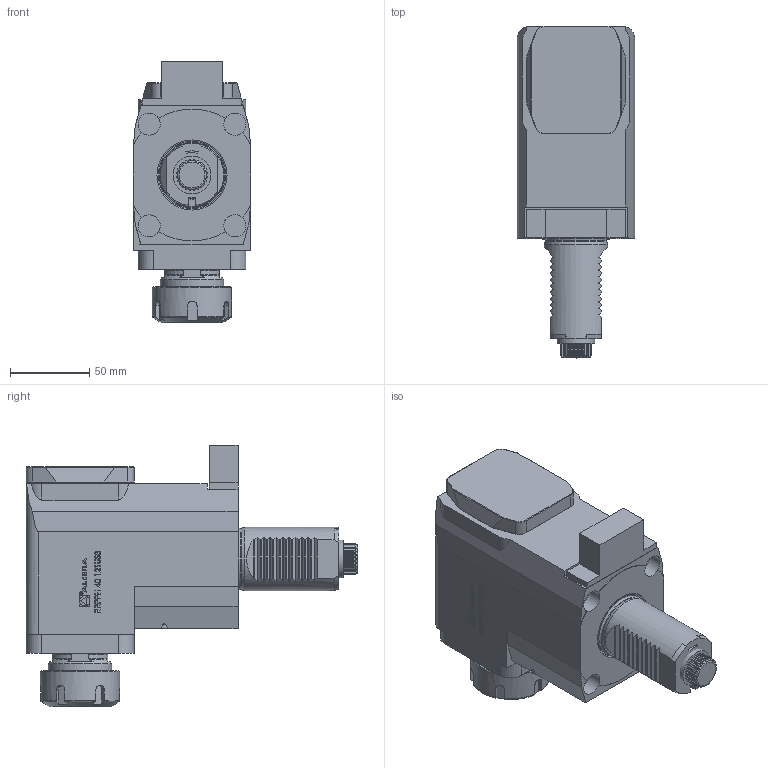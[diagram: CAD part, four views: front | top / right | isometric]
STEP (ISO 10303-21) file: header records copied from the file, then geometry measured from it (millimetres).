
FILE_DESCRIPTION (( 'STEP AP214' ), '1' );
FILE_NAME ('RRPPH40121US3.STEP', '2025-10-31T10:29:58', ( '' ), ( '' ), 'SwSTEP 2.0', 'SolidWorks 2023', '' );
FILE_SCHEMA (( 'AUTOMOTIVE_DESIGN' ));
Length unit declared in the file: millimetre
Products named in the file (1): RRPPH40121US3
Bounding box: 74 x 209 x 164.41 mm (x, y, z)
Volume: 1178146.9 mm3; surface area: 95715.7 mm2
Topology: 4 solids, 5 shells, 711 faces, 1971 edges, 1307 vertices
Faces by surface type: plane 473, cylinder 119, bspline 78, torus 21, cone 20
Full cylindrical faces by diameter (mm): 1.7 x1, 2.1 x1, 6.366 x1, 14 x4, 23.9 x1, 28.172 x1, 30.4 x1, 38.7 x1, 40 x2, 50 x2
Entity records: 30667 total; most frequent: CARTESIAN_POINT 10473, ORIENTED_EDGE 3848, DIRECTION 2978, EDGE_CURVE 1924, VERTEX_POINT 1288, LINE 1200, VECTOR 1200, AXIS2_PLACEMENT_3D 889
